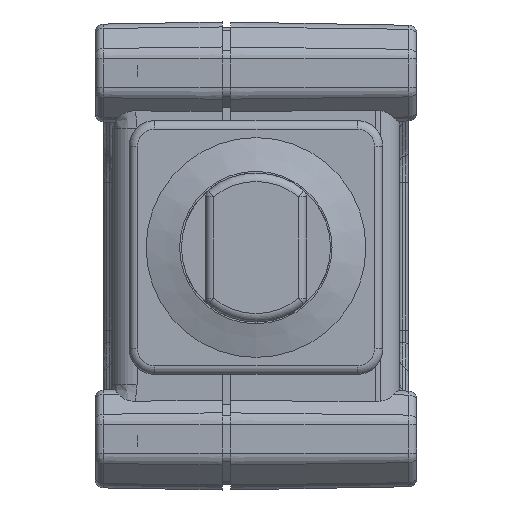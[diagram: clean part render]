
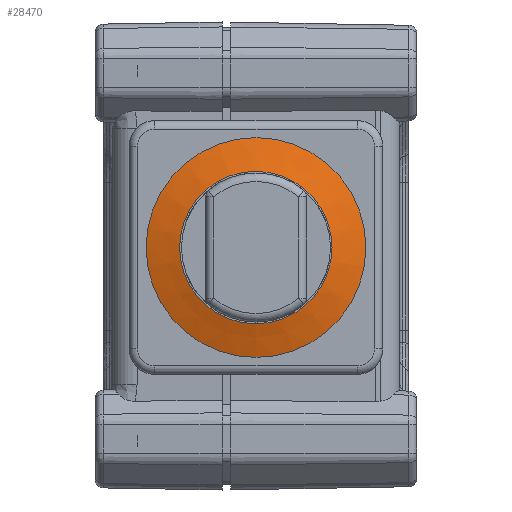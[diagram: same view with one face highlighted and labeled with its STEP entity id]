
A CAD part, left-side view. The second image highlights one B-rep face of the part: STEP entity #28470.
In plain terms, the highlighted conical face has half-angle 72.996 degrees and reference radius 5.345 mm.
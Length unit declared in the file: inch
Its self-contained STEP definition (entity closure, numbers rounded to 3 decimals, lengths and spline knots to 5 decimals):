
#1960=CIRCLE('',#31181,0.25548);
#1961=CIRCLE('',#31182,0.25548);
#1962=CIRCLE('',#31184,0.16535);
#1963=CIRCLE('',#31185,0.16535);
#4691=FACE_OUTER_BOUND('',#6411,.T.);
#6411=EDGE_LOOP('',(#26517,#26518,#26519,#26520,#26521,#26522));
#9186=LINE('',#69860,#11371);
#11371=VECTOR('',#38579,0.21041);
#14025=VERTEX_POINT('',#69854);
#14026=VERTEX_POINT('',#69855);
#14027=VERTEX_POINT('',#69859);
#14028=VERTEX_POINT('',#69861);
#18199=EDGE_CURVE('',#14025,#14026,#1960,.T.);
#18200=EDGE_CURVE('',#14026,#14025,#1961,.T.);
#18201=EDGE_CURVE('',#14026,#14027,#9186,.T.);
#18202=EDGE_CURVE('',#14028,#14027,#1962,.T.);
#18203=EDGE_CURVE('',#14027,#14028,#1963,.T.);
#26517=ORIENTED_EDGE('',*,*,#18199,.T.);
#26518=ORIENTED_EDGE('',*,*,#18201,.T.);
#26519=ORIENTED_EDGE('',*,*,#18202,.F.);
#26520=ORIENTED_EDGE('',*,*,#18203,.F.);
#26521=ORIENTED_EDGE('',*,*,#18201,.F.);
#26522=ORIENTED_EDGE('',*,*,#18200,.T.);
#26855=CONICAL_SURFACE('',#31183,0.21041,1.274);
#28470=ADVANCED_FACE('',(#4691),#26855,.T.);
#31181=AXIS2_PLACEMENT_3D('',#69856,#38573,#38574);
#31182=AXIS2_PLACEMENT_3D('',#69857,#38575,#38576);
#31183=AXIS2_PLACEMENT_3D('',#69858,#38577,#38578);
#31184=AXIS2_PLACEMENT_3D('',#69862,#38580,#38581);
#31185=AXIS2_PLACEMENT_3D('',#69863,#38582,#38583);
#38573=DIRECTION('center_axis',(-1.,0.,0.));
#38574=DIRECTION('ref_axis',(0.,0.,-1.));
#38575=DIRECTION('center_axis',(-1.,0.,0.));
#38576=DIRECTION('ref_axis',(0.,0.,-1.));
#38577=DIRECTION('center_axis',(1.,0.,0.));
#38578=DIRECTION('ref_axis',(0.,0.,-1.));
#38579=DIRECTION('',(-0.292,0.,-0.956));
#38580=DIRECTION('center_axis',(-1.,0.,0.));
#38581=DIRECTION('ref_axis',(0.,0.,-1.));
#38582=DIRECTION('center_axis',(-1.,0.,0.));
#38583=DIRECTION('ref_axis',(0.,0.,-1.));
#69854=CARTESIAN_POINT('',(-2.04689,0.37402,-0.77945));
#69855=CARTESIAN_POINT('',(-2.04689,0.37402,-0.2685));
#69856=CARTESIAN_POINT('Origin',(-2.04689,0.37402,-0.52398));
#69857=CARTESIAN_POINT('Origin',(-2.04689,0.37402,-0.52398));
#69858=CARTESIAN_POINT('Origin',(-2.06067,0.37402,-0.52398));
#69859=CARTESIAN_POINT('',(-2.07445,0.37402,-0.35862));
#69860=CARTESIAN_POINT('',(-2.06067,0.37402,-0.31356));
#69861=CARTESIAN_POINT('',(-2.07445,0.37402,-0.68933));
#69862=CARTESIAN_POINT('Origin',(-2.07445,0.37402,-0.52398));
#69863=CARTESIAN_POINT('Origin',(-2.07445,0.37402,-0.52398));
